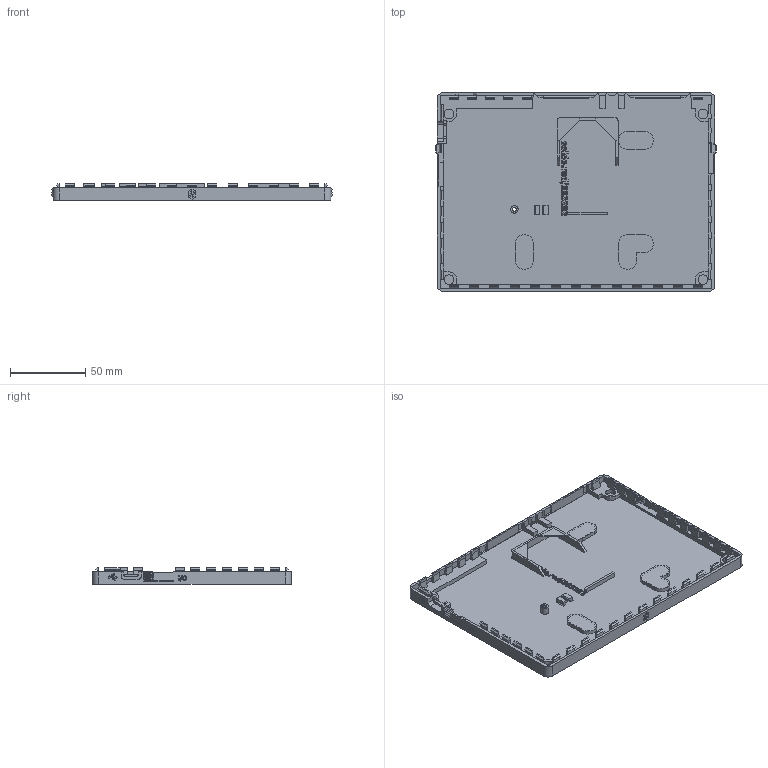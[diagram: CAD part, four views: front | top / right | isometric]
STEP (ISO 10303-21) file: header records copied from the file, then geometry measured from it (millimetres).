
FILE_DESCRIPTION(/* description */ (''),/* implementation_level */ '2;1');
FILE_NAME(/* name */ 'Soldered Inkplate 7 v1.0.0. Bottom v1.0.0_.step',/* time_stamp */ '2023-06-06T14:57:48+02:00',/* author */ (''),/* organization */ (''),/* preprocessor_version */ 'ST-DEVELOPER v19.2',/* originating_system */ 'Autodesk Translation Framework v12.6.0.85',/* authorisation */ '');
FILE_SCHEMA (('AUTOMOTIVE_DESIGN { 1 0 10303 214 3 1 1 }'));
Length unit declared in the file: millimetre
Products named in the file (1): Inkplate 7 v1.0.0. Bottom v1.0.0.
Bounding box: 186.8 x 132.5 x 11.3 mm (x, y, z)
Volume: 43411.5 mm3; surface area: 68444.1 mm2
Topology: 1 solids, 1 shells, 1284 faces, 3572 edges, 2352 vertices
Faces by surface type: plane 833, bspline 413, cylinder 38
Full cylindrical faces by diameter (mm): 2.5 x1, 5 x1, 6.4 x4
Entity records: 44065 total; most frequent: CARTESIAN_POINT 14054, ORIENTED_EDGE 7144, DIRECTION 4568, EDGE_CURVE 3572, LINE 2668, VECTOR 2668, VERTEX_POINT 2352, EDGE_LOOP 1356
